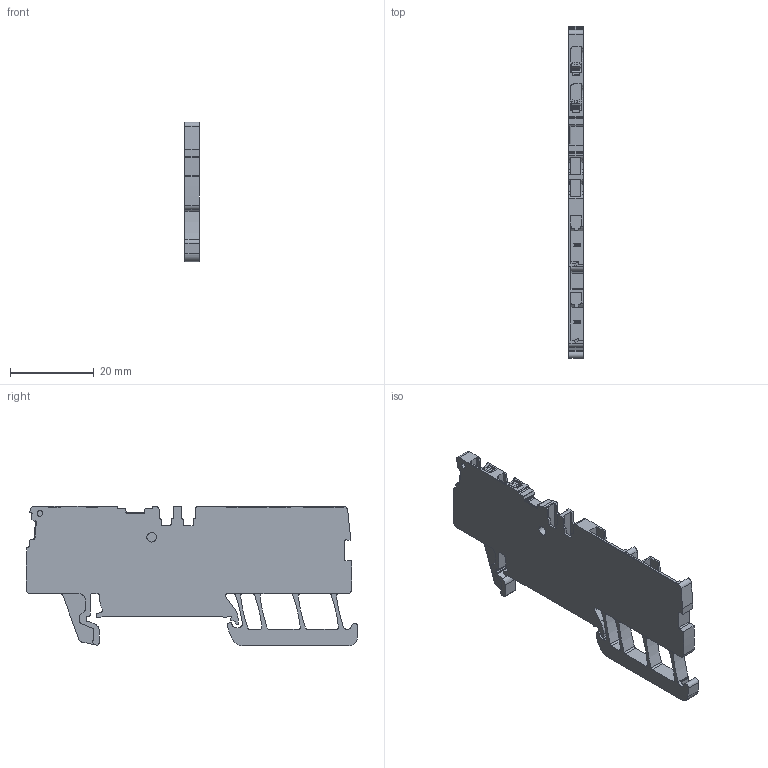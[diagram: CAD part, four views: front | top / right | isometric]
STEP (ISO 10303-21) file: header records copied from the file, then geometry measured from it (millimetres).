
FILE_DESCRIPTION(('CATIA V5R24 STEP','CAx-IF Rec.Pracs.--- Model Styling and Organization---1.2---2011-12-15'),'2;1');
FILE_NAME ('D1462745_0', '2016-11-23T12:37:41+00:00', ('Weidmueller Interface'), ('Weidmueller'), 'CATIA Version 5-6 Release 2014 SP4 HF52', 'CATIA V5 STEP AP214', 'none');
FILE_SCHEMA(('AUTOMOTIVE_DESIGN { 1 0 10303 214 1 1 1 1 }'));
Length unit declared in the file: millimetre
Products named in the file (1): v5-standard_part
Bounding box: 3.5 x 79.37 x 33.35 mm (x, y, z)
Volume: 5388.9 mm3; surface area: 7119.5 mm2
Topology: 5 solids, 5 shells, 793 faces, 2227 edges, 1446 vertices
Faces by surface type: plane 400, cylinder 345, torus 16, extrusion 12, bspline 10, cone 6, sphere 4
Entity records: 25088 total; most frequent: CARTESIAN_POINT 5564, ORIENTED_EDGE 4446, DIRECTION 3347, EDGE_CURVE 2223, VECTOR 1454, VERTEX_POINT 1446, LINE 1442, AXIS2_PLACEMENT_3D 1254
